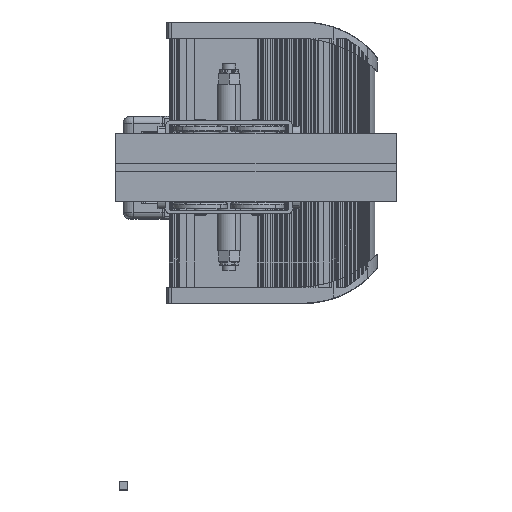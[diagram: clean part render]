
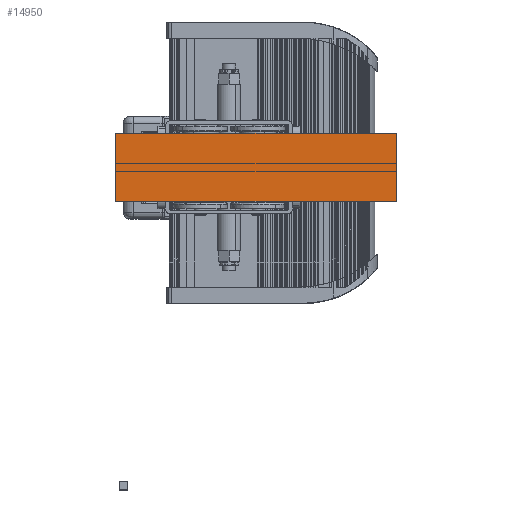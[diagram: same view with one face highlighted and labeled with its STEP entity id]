
A CAD part, top view. The second image highlights one B-rep face of the part: STEP entity #14950.
In plain terms, the highlighted planar face has unit normal (0, 0, 1).
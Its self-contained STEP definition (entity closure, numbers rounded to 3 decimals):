
#14950=ADVANCED_FACE('',(#33270),#33271,.T.);
#20780=EDGE_CURVE('',#26547,#31934,#40913,.T.);
#26547=VERTEX_POINT('',#51536);
#31934=VERTEX_POINT('',#63543);
#33270=FACE_OUTER_BOUND('',#66063,.T.);
#33271=PLANE('',#66064);
#40913=LINE('',#89176,#89177);
#51536=CARTESIAN_POINT('',(-205.0,-50.0,133.33));
#63543=CARTESIAN_POINT('',(-205.0,50.,133.33));
#66063=EDGE_LOOP('',(#108902,#108903,#108904,#108905));
#66064=AXIS2_PLACEMENT_3D('',#108906,#108907,#108908);
#89176=CARTESIAN_POINT('',(-205.0,-50.0,133.33));
#89177=VECTOR('',#124173,1.0);
#108902=ORIENTED_EDGE('',*,*,#128788,.T.);
#108903=ORIENTED_EDGE('',*,*,#128733,.F.);
#108904=ORIENTED_EDGE('',*,*,#20780,.F.);
#108905=ORIENTED_EDGE('',*,*,#128951,.T.);
#108906=CARTESIAN_POINT('',(-205.0,0.,133.33));
#108907=DIRECTION('',(0.0,0.0,1.0));
#108908=DIRECTION('',(0.0,-1.0,-0.0));
#124173=DIRECTION('',(0.0,1.0,0.0));
#128733=EDGE_CURVE('',#31934,#137687,#137689,.T.);
#128788=EDGE_CURVE('',#137764,#137687,#137765,.T.);
#128951=EDGE_CURVE('',#26547,#137764,#137999,.T.);
#137687=VERTEX_POINT('',#152488);
#137689=LINE('',#152491,#152492);
#137764=VERTEX_POINT('',#152616);
#137765=LINE('',#152617,#152618);
#137999=LINE('',#153283,#153284);
#152488=CARTESIAN_POINT('',(205.0,50.,133.33));
#152491=CARTESIAN_POINT('',(-205.0,50.,133.33));
#152492=VECTOR('',#168567,1.0);
#152616=CARTESIAN_POINT('',(205.0,-50.0,133.33));
#152617=CARTESIAN_POINT('',(205.0,-50.0,133.33));
#152618=VECTOR('',#168621,1.0);
#153283=CARTESIAN_POINT('',(-205.0,-50.0,133.33));
#153284=VECTOR('',#168803,1.0);
#168567=DIRECTION('',(1.0,0.0,0.0));
#168621=DIRECTION('',(0.0,1.0,0.0));
#168803=DIRECTION('',(1.0,0.0,0.0));
